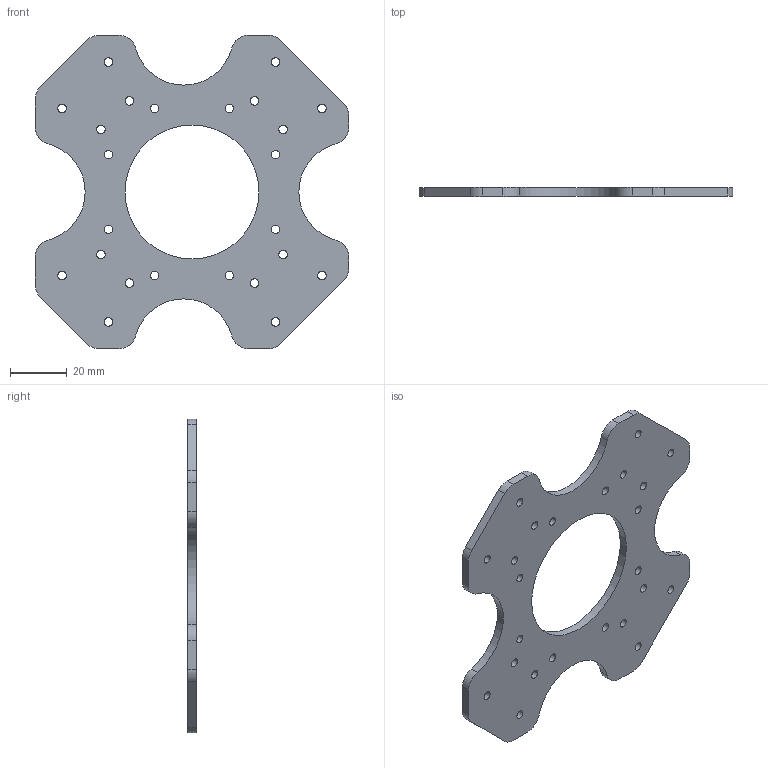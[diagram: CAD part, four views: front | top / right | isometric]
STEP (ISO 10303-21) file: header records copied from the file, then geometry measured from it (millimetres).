
FILE_DESCRIPTION(/* description */ (''),/* implementation_level */ '2;1');
FILE_NAME(/* name */ 'góra.stp',/* time_stamp */ '2024-05-03T13:16:30+02:00',/* author */ ('Jamro'),/* organization */ (''),/* preprocessor_version */ 'ST-DEVELOPER v19',/* originating_system */ 'Autodesk Inventor 2023',/* authorisation */ '');
FILE_SCHEMA (('AUTOMOTIVE_DESIGN { 1 0 10303 214 3 1 1 }'));
Length unit declared in the file: millimetre
Products named in the file (1): góra
Bounding box: 110 x 3 x 110 mm (x, y, z)
Volume: 21518.7 mm3; surface area: 16816.2 mm2
Topology: 1 solids, 1 shells, 59 faces, 171 edges, 114 vertices
Faces by surface type: cylinder 45, plane 14
Full cylindrical faces by diameter (mm): 3 x24, 47 x1
Entity records: 2138 total; most frequent: DIRECTION 381, CARTESIAN_POINT 345, ORIENTED_EDGE 342, EDGE_CURVE 171, AXIS2_PLACEMENT_3D 150, VERTEX_POINT 114, EDGE_LOOP 109, CIRCLE 90
